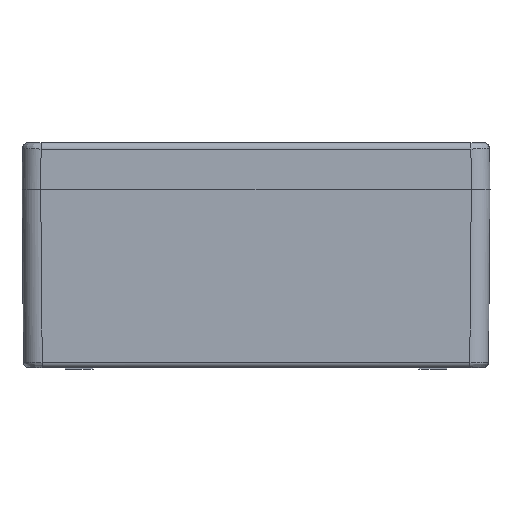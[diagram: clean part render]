
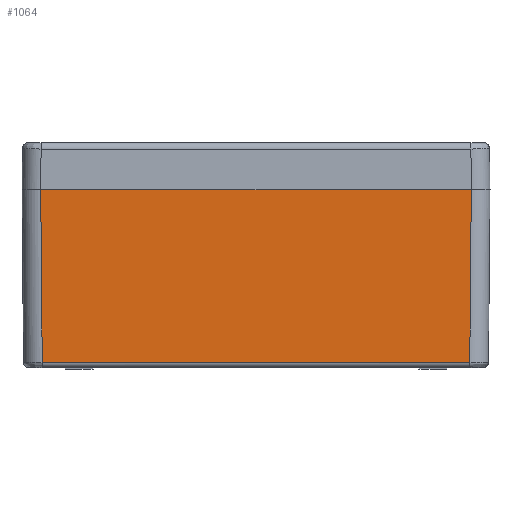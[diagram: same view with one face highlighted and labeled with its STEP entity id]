
A CAD part, left-side view. The second image highlights one B-rep face of the part: STEP entity #1064.
In plain terms, the highlighted planar face has unit normal (-1, 0, -0.009).
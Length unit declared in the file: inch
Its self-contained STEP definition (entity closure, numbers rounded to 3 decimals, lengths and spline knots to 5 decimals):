
#710 = LINE ( 'NONE', #5554, #872 ) ;
#721 = DIRECTION ( 'NONE',  ( 0., 1., 0. ) ) ;
#872 = VECTOR ( 'NONE', #5327, 39.37008 ) ;
#1064 = ADVANCED_FACE ( 'NONE', ( #14877 ), #4809, .T. ) ;
#1200 = VERTEX_POINT ( 'NONE', #11770 ) ;
#1298 = DIRECTION ( 'NONE',  ( 0.009, 0.009, -1. ) ) ;
#3377 = EDGE_CURVE ( 'NONE', #6722, #1200, #11951, .T. ) ;
#3385 = CARTESIAN_POINT ( 'NONE',  ( -7.87402, 4.92126, 0. ) ) ;
#3956 = CARTESIAN_POINT ( 'NONE',  ( -7.8424, 4.49596, -3.62308 ) ) ;
#4112 = CARTESIAN_POINT ( 'NONE',  ( -7.87402, 4.52757, 0. ) ) ;
#4453 = ORIENTED_EDGE ( 'NONE', *, *, #3377, .F. ) ;
#4642 = VERTEX_POINT ( 'NONE', #3956 ) ;
#4711 = VECTOR ( 'NONE', #1298, 39.37008 ) ;
#4809 = PLANE ( 'NONE',  #13374 ) ;
#5002 = LINE ( 'NONE', #14222, #14774 ) ;
#5163 = VECTOR ( 'NONE', #721, 39.37008 ) ;
#5327 = DIRECTION ( 'NONE',  ( 0., 1., 0. ) ) ;
#5427 = EDGE_CURVE ( 'NONE', #1200, #4642, #710, .T. ) ;
#5554 = CARTESIAN_POINT ( 'NONE',  ( -7.8424, 2.46063, -3.62308 ) ) ;
#6690 = VERTEX_POINT ( 'NONE', #4112 ) ;
#6722 = VERTEX_POINT ( 'NONE', #13553 ) ;
#6755 = ORIENTED_EDGE ( 'NONE', *, *, #10852, .F. ) ;
#6866 = DIRECTION ( 'NONE',  ( -1., 0., -0.009 ) ) ;
#6998 = ORIENTED_EDGE ( 'NONE', *, *, #5427, .F. ) ;
#8638 = DIRECTION ( 'NONE',  ( -0.009, 0.009, 1. ) ) ;
#8895 = CARTESIAN_POINT ( 'NONE',  ( -7.87402, 4.92126, 0. ) ) ;
#10037 = EDGE_LOOP ( 'NONE', ( #6755, #6998, #4453, #12107 ) ) ;
#10271 = DIRECTION ( 'NONE',  ( -0.009, 0., 1. ) ) ;
#10852 = EDGE_CURVE ( 'NONE', #4642, #6690, #5002, .T. ) ;
#11666 = CARTESIAN_POINT ( 'NONE',  ( -7.87367, -4.52723, -0.03951 ) ) ;
#11770 = CARTESIAN_POINT ( 'NONE',  ( -7.8424, -4.49596, -3.62308 ) ) ;
#11951 = LINE ( 'NONE', #11666, #4711 ) ;
#12107 = ORIENTED_EDGE ( 'NONE', *, *, #12929, .T. ) ;
#12929 = EDGE_CURVE ( 'NONE', #6722, #6690, #14565, .T. ) ;
#13374 = AXIS2_PLACEMENT_3D ( 'NONE', #3385, #6866, #10271 ) ;
#13553 = CARTESIAN_POINT ( 'NONE',  ( -7.87402, -4.52757, 0. ) ) ;
#14222 = CARTESIAN_POINT ( 'NONE',  ( -7.87345, 4.527, -0.06527 ) ) ;
#14565 = LINE ( 'NONE', #8895, #5163 ) ;
#14774 = VECTOR ( 'NONE', #8638, 39.37008 ) ;
#14877 = FACE_OUTER_BOUND ( 'NONE', #10037, .T. ) ;
